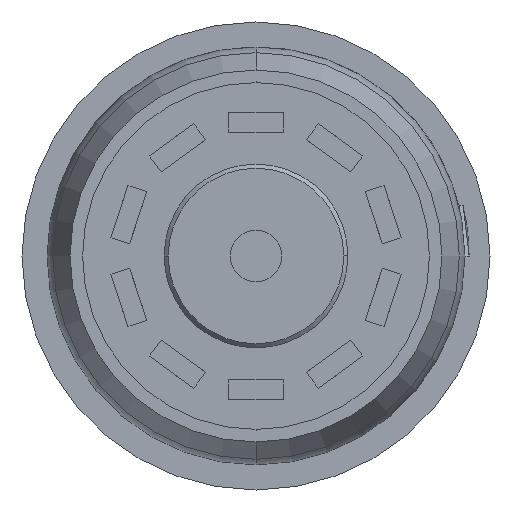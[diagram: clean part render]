
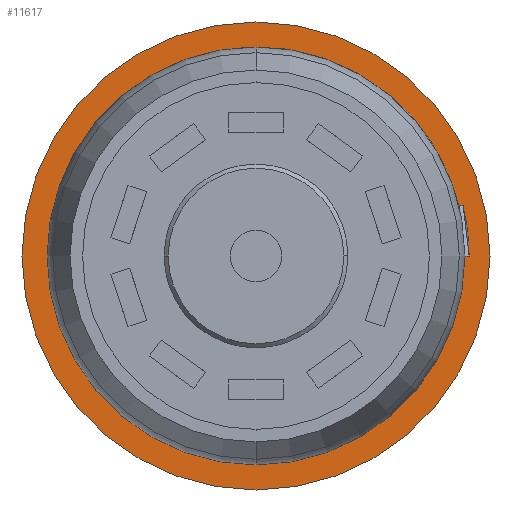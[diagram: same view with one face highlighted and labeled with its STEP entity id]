
A CAD part, front view. The second image highlights one B-rep face of the part: STEP entity #11617.
In plain terms, the highlighted planar face has unit normal (0, -1, 0).
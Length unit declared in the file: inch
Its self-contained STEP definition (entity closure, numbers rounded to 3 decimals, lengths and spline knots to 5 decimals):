
#1653=CARTESIAN_POINT('',(0.,0.12,0.));
#1654=DIRECTION('',(0.,-1.,0.));
#1655=DIRECTION('',(0.971,0.,0.24));
#1656=AXIS2_PLACEMENT_3D('',#1653,#1654,#1655);
#1668=CARTESIAN_POINT('',(0.,0.12,0.));
#1669=DIRECTION('',(0.,1.,0.));
#1670=DIRECTION('',(1.,0.,0.));
#1671=AXIS2_PLACEMENT_3D('',#1668,#1669,#1670);
#1673=CARTESIAN_POINT('',(0.,0.12,0.));
#1674=DIRECTION('',(0.,1.,0.));
#1675=DIRECTION('',(-1.,0.,0.));
#1676=AXIS2_PLACEMENT_3D('',#1673,#1674,#1675);
#4033=CARTESIAN_POINT('',(0.,0.12,0.));
#4034=DIRECTION('',(0.,-1.,0.));
#4035=DIRECTION('',(-1.,0.,0.));
#4036=AXIS2_PLACEMENT_3D('',#4033,#4034,#4035);
#4071=DIRECTION('',(-1.,0.,0.));
#4072=VECTOR('',#4071,0.005);
#4073=CARTESIAN_POINT('',(0.255,0.12,0.));
#4074=LINE('',#4073,#4072);
#4083=DIRECTION('',(-1.,0.,0.));
#4084=VECTOR('',#4083,0.00515);
#4085=CARTESIAN_POINT('',(0.24784,0.12,0.06));
#4086=LINE('',#4085,#4084);
#4101=CARTESIAN_POINT('',(0.,0.12,0.));
#4102=DIRECTION('',(0.,1.,0.));
#4103=DIRECTION('',(0.972,0.,0.235));
#4104=AXIS2_PLACEMENT_3D('',#4101,#4102,#4103);
#10294=CARTESIAN_POINT('',(0.28,0.12,0.));
#10295=CARTESIAN_POINT('',(-0.28,0.12,0.));
#10296=VERTEX_POINT('',#10294);
#10297=VERTEX_POINT('',#10295);
#10306=CARTESIAN_POINT('',(0.24269,0.12,0.06));
#10307=CARTESIAN_POINT('',(-0.25,0.12,0.));
#10308=VERTEX_POINT('',#10306);
#10309=VERTEX_POINT('',#10307);
#10314=CARTESIAN_POINT('',(0.25,0.12,0.));
#10315=VERTEX_POINT('',#10314);
#10316=CARTESIAN_POINT('',(0.255,0.12,0.));
#10317=VERTEX_POINT('',#10316);
#10318=CARTESIAN_POINT('',(0.24784,0.12,0.06));
#10319=VERTEX_POINT('',#10318);
#11595=CARTESIAN_POINT('',(0.,0.12,0.));
#11596=DIRECTION('',(0.,1.,0.));
#11597=DIRECTION('',(1.,0.,0.));
#11598=AXIS2_PLACEMENT_3D('',#11595,#11596,#11597);
#11599=PLANE('',#11598);
#11601=ORIENTED_EDGE('',*,*,#11600,.T.);
#11603=ORIENTED_EDGE('',*,*,#11602,.T.);
#11604=EDGE_LOOP('',(#11601,#11603));
#11605=FACE_OUTER_BOUND('',#11604,.F.);
#11606=ORIENTED_EDGE('',*,*,#11574,.T.);
#11608=ORIENTED_EDGE('',*,*,#11607,.T.);
#11610=ORIENTED_EDGE('',*,*,#11609,.F.);
#11612=ORIENTED_EDGE('',*,*,#11611,.F.);
#11614=ORIENTED_EDGE('',*,*,#11613,.T.);
#11615=EDGE_LOOP('',(#11606,#11608,#11610,#11612,#11614));
#11616=FACE_BOUND('',#11615,.F.);
#11617=ADVANCED_FACE('',(#11605,#11616),#11599,.F.);
#1657=CIRCLE('',#1656,0.25);
#1672=CIRCLE('',#1671,0.28);
#1677=CIRCLE('',#1676,0.28);
#4037=CIRCLE('',#4036,0.25);
#4105=CIRCLE('',#4104,0.255);
#11574=EDGE_CURVE('',#10308,#10309,#1657,.T.);
#11600=EDGE_CURVE('',#10296,#10297,#1672,.T.);
#11602=EDGE_CURVE('',#10297,#10296,#1677,.T.);
#11607=EDGE_CURVE('',#10309,#10315,#4037,.T.);
#11609=EDGE_CURVE('',#10317,#10315,#4074,.T.);
#11611=EDGE_CURVE('',#10319,#10317,#4105,.T.);
#11613=EDGE_CURVE('',#10319,#10308,#4086,.T.);
